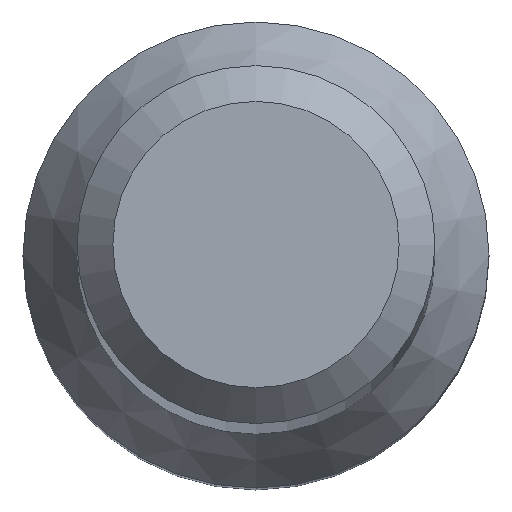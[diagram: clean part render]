
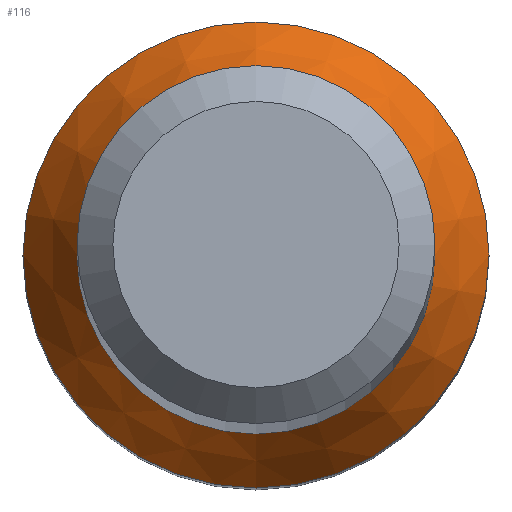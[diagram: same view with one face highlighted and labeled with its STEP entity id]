
A CAD part, top view. The second image highlights one B-rep face of the part: STEP entity #116.
In plain terms, the highlighted conical face has half-angle 30 degrees and reference radius 2.604 mm.
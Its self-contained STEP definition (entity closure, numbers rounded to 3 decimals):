
#3 = CARTESIAN_POINT ( 'NONE',  ( 0., 0., 13.992 ) ) ;
#8 = VERTEX_POINT ( 'NONE', #218 ) ;
#47 = DIRECTION ( 'NONE',  ( 0., 1., 0. ) ) ;
#51 = EDGE_CURVE ( 'NONE', #8, #8, #63, .T. ) ;
#52 = CARTESIAN_POINT ( 'NONE',  ( 0., 2.604, 12.946 ) ) ;
#53 = FACE_BOUND ( 'NONE', #131, .T. ) ;
#63 = CIRCLE ( 'NONE', #88, 2. ) ;
#82 = AXIS2_PLACEMENT_3D ( 'NONE', #135, #136, #214 ) ;
#88 = AXIS2_PLACEMENT_3D ( 'NONE', #3, #240, #168 ) ;
#89 = ORIENTED_EDGE ( 'NONE', *, *, #51, .T. ) ;
#116 = ADVANCED_FACE ( 'NONE', ( #53, #125 ), #156, .T. ) ;
#125 = FACE_OUTER_BOUND ( 'NONE', #205, .T. ) ;
#130 = ORIENTED_EDGE ( 'NONE', *, *, #162, .F. ) ;
#131 = EDGE_LOOP ( 'NONE', ( #89 ) ) ;
#135 = CARTESIAN_POINT ( 'NONE',  ( 0., 0., 12.946 ) ) ;
#136 = DIRECTION ( 'NONE',  ( 0., 0., -1. ) ) ;
#142 = CIRCLE ( 'NONE', #82, 2.604 ) ;
#154 = DIRECTION ( 'NONE',  ( 0., 0., -1. ) ) ;
#156 = CONICAL_SURFACE ( 'NONE', #174, 2.604, 0.524 ) ;
#162 = EDGE_CURVE ( 'NONE', #199, #199, #142, .T. ) ;
#168 = DIRECTION ( 'NONE',  ( 0., 1., 0. ) ) ;
#174 = AXIS2_PLACEMENT_3D ( 'NONE', #228, #154, #47 ) ;
#199 = VERTEX_POINT ( 'NONE', #52 ) ;
#205 = EDGE_LOOP ( 'NONE', ( #130 ) ) ;
#214 = DIRECTION ( 'NONE',  ( 0., 1., 0. ) ) ;
#218 = CARTESIAN_POINT ( 'NONE',  ( 0., 2., 13.992 ) ) ;
#228 = CARTESIAN_POINT ( 'NONE',  ( 0., 0., 12.946 ) ) ;
#240 = DIRECTION ( 'NONE',  ( 0., 0., -1. ) ) ;
